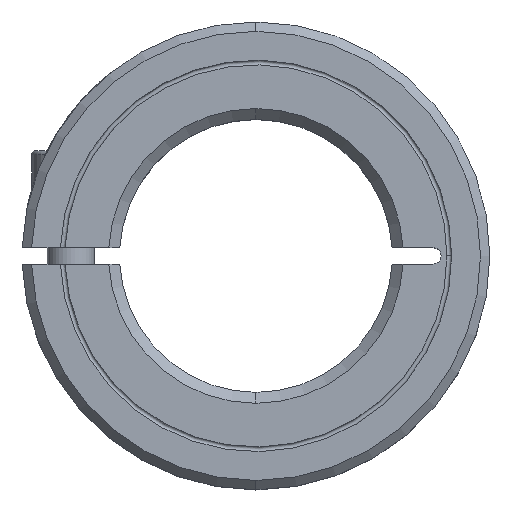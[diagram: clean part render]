
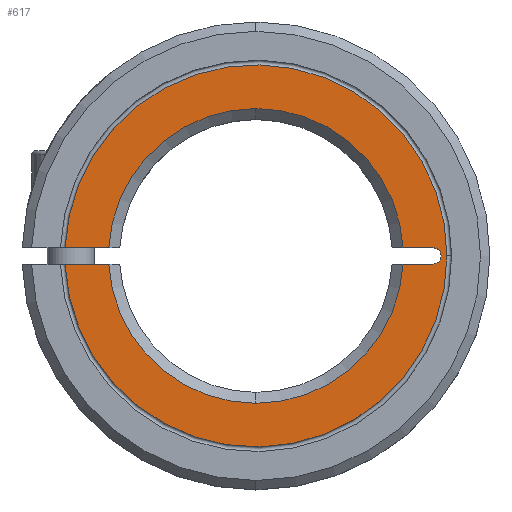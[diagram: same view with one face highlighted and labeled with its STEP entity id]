
A CAD part, top view. The second image highlights one B-rep face of the part: STEP entity #617.
In plain terms, the highlighted planar face has unit normal (0, 0, 1).
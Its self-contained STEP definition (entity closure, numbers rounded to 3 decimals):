
#437=EDGE_CURVE('',#533,#653,#1170,.T.);
#489=VERTEX_POINT('',#1226);
#519=EDGE_CURVE('',#697,#727,#1259,.T.);
#533=VERTEX_POINT('',#1274);
#573=VERTEX_POINT('',#1319);
#591=EDGE_CURVE('',#653,#1081,#1341,.T.);
#607=VERTEX_POINT('',#1358);
#617=ADVANCED_FACE('',(#1370),#1371,.T.);
#623=VERTEX_POINT('',#1378);
#627=VERTEX_POINT('',#1382);
#653=VERTEX_POINT('',#1410);
#689=EDGE_CURVE('',#931,#787,#1450,.T.);
#697=VERTEX_POINT('',#1458);
#727=VERTEX_POINT('',#1489);
#749=EDGE_CURVE('',#1081,#489,#1514,.T.);
#787=VERTEX_POINT('',#1557);
#797=EDGE_CURVE('',#627,#533,#1568,.T.);
#821=EDGE_CURVE('',#573,#607,#1594,.T.);
#845=EDGE_CURVE('',#787,#627,#1620,.T.);
#885=EDGE_CURVE('',#489,#573,#1663,.T.);
#931=VERTEX_POINT('',#1717);
#1025=EDGE_CURVE('',#607,#623,#1823,.T.);
#1043=EDGE_CURVE('',#623,#697,#1846,.T.);
#1053=EDGE_CURVE('',#727,#931,#1857,.T.);
#1081=VERTEX_POINT('',#1888);
#1170=CIRCLE('',#2002,18.9);
#1226=CARTESIAN_POINT('',(24.5,0.,15.0));
#1259=LINE('',#2164,#2165);
#1274=CARTESIAN_POINT('',(0.,-18.9,15.0));
#1319=CARTESIAN_POINT('',(-24.477,1.05,15.0));
#1341=LINE('',#2275,#2276);
#1358=CARTESIAN_POINT('',(-18.871,1.05,15.0));
#1370=FACE_OUTER_BOUND('',#2315,.T.);
#1371=PLANE('',#2316);
#1378=CARTESIAN_POINT('',(0.,18.9,15.0));
#1382=CARTESIAN_POINT('',(18.871,-1.05,15.0));
#1410=CARTESIAN_POINT('',(-18.871,-1.05,15.0));
#1450=CIRCLE('',#2435,1.05);
#1458=CARTESIAN_POINT('',(18.871,1.05,15.0));
#1489=CARTESIAN_POINT('',(22.7,1.05,15.0));
#1514=CIRCLE('',#2572,24.5);
#1557=CARTESIAN_POINT('',(22.7,-1.05,15.0));
#1568=CIRCLE('',#2681,18.9);
#1594=LINE('',#2716,#2717);
#1620=LINE('',#2781,#2782);
#1663=CIRCLE('',#2884,24.5);
#1717=CARTESIAN_POINT('',(23.75,0.,15.0));
#1823=CIRCLE('',#3109,18.9);
#1846=CIRCLE('',#3145,18.9);
#1857=CIRCLE('',#3160,1.05);
#1888=CARTESIAN_POINT('',(-24.477,-1.05,15.0));
#2002=AXIS2_PLACEMENT_3D('',#3279,#3280,#3281);
#2164=CARTESIAN_POINT('',(-2.075,1.05,15.0));
#2165=VECTOR('',#3364,1.0);
#2275=CARTESIAN_POINT('',(-2.075,-1.05,15.0));
#2276=VECTOR('',#3470,1.0);
#2315=EDGE_LOOP('',(#3509,#3510,#3511,#3512,#3513,#3514,#3515,#3516,#3517,#3518,#3519,#3520));
#2316=AXIS2_PLACEMENT_3D('',#3521,#3522,#3523);
#2435=AXIS2_PLACEMENT_3D('',#3602,#3603,#3604);
#2572=AXIS2_PLACEMENT_3D('',#3676,#3677,#3678);
#2681=AXIS2_PLACEMENT_3D('',#3740,#3741,#3742);
#2716=CARTESIAN_POINT('',(-2.075,1.05,15.0));
#2717=VECTOR('',#3773,1.0);
#2781=CARTESIAN_POINT('',(-2.075,-1.05,15.0));
#2782=VECTOR('',#3794,1.0);
#2884=AXIS2_PLACEMENT_3D('',#3838,#3839,#3840);
#3109=AXIS2_PLACEMENT_3D('',#4043,#4044,#4045);
#3145=AXIS2_PLACEMENT_3D('',#4086,#4087,#4088);
#3160=AXIS2_PLACEMENT_3D('',#4101,#4102,#4103);
#3279=CARTESIAN_POINT('',(0.,0.0,15.0));
#3280=DIRECTION('',(0.,0.0,-1.0));
#3281=DIRECTION('',(0.0,1.0,0.0));
#3364=DIRECTION('',(1.0,0.0,0.));
#3470=DIRECTION('',(-1.0,0.0,0.));
#3509=ORIENTED_EDGE('',*,*,#845,.T.);
#3510=ORIENTED_EDGE('',*,*,#797,.T.);
#3511=ORIENTED_EDGE('',*,*,#437,.T.);
#3512=ORIENTED_EDGE('',*,*,#591,.T.);
#3513=ORIENTED_EDGE('',*,*,#749,.T.);
#3514=ORIENTED_EDGE('',*,*,#885,.T.);
#3515=ORIENTED_EDGE('',*,*,#821,.T.);
#3516=ORIENTED_EDGE('',*,*,#1025,.T.);
#3517=ORIENTED_EDGE('',*,*,#1043,.T.);
#3518=ORIENTED_EDGE('',*,*,#519,.T.);
#3519=ORIENTED_EDGE('',*,*,#1053,.T.);
#3520=ORIENTED_EDGE('',*,*,#689,.T.);
#3521=CARTESIAN_POINT('',(0.,23.85,15.0));
#3522=DIRECTION('',(0.,0.,1.0));
#3523=DIRECTION('',(0.,-1.0,0.));
#3602=CARTESIAN_POINT('',(22.7,0.0,15.0));
#3603=DIRECTION('',(0.,0.,-1.0));
#3604=DIRECTION('',(1.0,0.,0.));
#3676=CARTESIAN_POINT('',(0.,0.,15.0));
#3677=DIRECTION('',(0.,0.,1.0));
#3678=DIRECTION('',(1.0,0.,0.));
#3740=CARTESIAN_POINT('',(0.,0.0,15.0));
#3741=DIRECTION('',(0.,0.0,-1.0));
#3742=DIRECTION('',(0.0,1.0,0.0));
#3773=DIRECTION('',(1.0,0.0,0.));
#3794=DIRECTION('',(-1.0,0.0,0.));
#3838=CARTESIAN_POINT('',(0.,0.,15.0));
#3839=DIRECTION('',(0.,0.,1.0));
#3840=DIRECTION('',(1.0,0.,0.));
#4043=CARTESIAN_POINT('',(0.,0.0,15.0));
#4044=DIRECTION('',(0.,0.0,-1.0));
#4045=DIRECTION('',(0.0,1.0,0.0));
#4086=CARTESIAN_POINT('',(0.,0.0,15.0));
#4087=DIRECTION('',(0.,0.0,-1.0));
#4088=DIRECTION('',(0.0,1.0,0.0));
#4101=CARTESIAN_POINT('',(22.7,0.0,15.0));
#4102=DIRECTION('',(0.,0.,-1.0));
#4103=DIRECTION('',(1.0,0.,0.));
